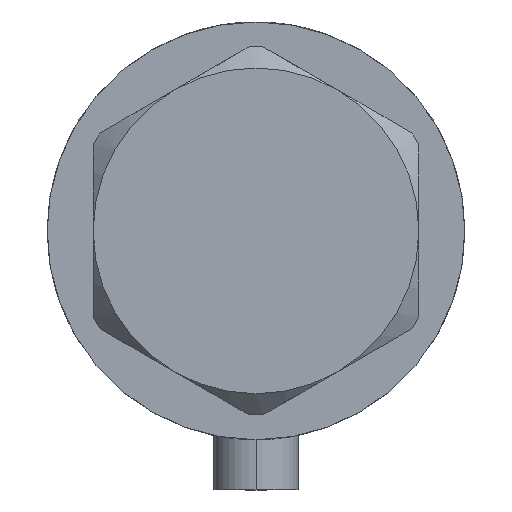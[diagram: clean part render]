
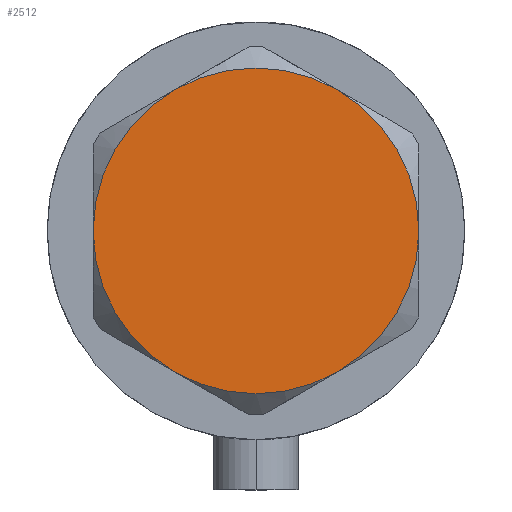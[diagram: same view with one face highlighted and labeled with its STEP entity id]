
A CAD part, left-side view. The second image highlights one B-rep face of the part: STEP entity #2512.
In plain terms, the highlighted face is planar.
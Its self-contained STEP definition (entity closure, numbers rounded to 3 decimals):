
#48 = CARTESIAN_POINT ( 'NONE',  ( 0., 0., 13. ) ) ;
#70 = CARTESIAN_POINT ( 'NONE',  ( -11.5, 19.919, 13. ) ) ;
#238 = VERTEX_POINT ( 'NONE', #4014 ) ;
#251 = CIRCLE ( 'NONE', #1798, 23. ) ;
#325 = AXIS2_PLACEMENT_3D ( 'NONE', #4457, #3730, #4216 ) ;
#376 = DIRECTION ( 'NONE',  ( 0., 0., 1. ) ) ;
#428 = EDGE_CURVE ( 'NONE', #3220, #4562, #3968, .T. ) ;
#629 = CIRCLE ( 'NONE', #1561, 23. ) ;
#717 = DIRECTION ( 'NONE',  ( 1., 0., 0. ) ) ;
#779 = AXIS2_PLACEMENT_3D ( 'NONE', #2919, #1810, #717 ) ;
#781 = DIRECTION ( 'NONE',  ( 0., 0., 1. ) ) ;
#791 = CIRCLE ( 'NONE', #325, 23. ) ;
#805 = EDGE_CURVE ( 'NONE', #238, #3220, #3288, .T. ) ;
#820 = VERTEX_POINT ( 'NONE', #2566 ) ;
#1000 = VERTEX_POINT ( 'NONE', #1039 ) ;
#1039 = CARTESIAN_POINT ( 'NONE',  ( -23., 0., 13. ) ) ;
#1116 = CARTESIAN_POINT ( 'NONE',  ( 11.5, 19.919, 13. ) ) ;
#1174 = AXIS2_PLACEMENT_3D ( 'NONE', #1472, #1836, #2222 ) ;
#1186 = CIRCLE ( 'NONE', #2653, 23. ) ;
#1193 = ORIENTED_EDGE ( 'NONE', *, *, #428, .T. ) ;
#1472 = CARTESIAN_POINT ( 'NONE',  ( 0., 0., 13. ) ) ;
#1508 = CARTESIAN_POINT ( 'NONE',  ( 0., 0., 13. ) ) ;
#1551 = DIRECTION ( 'NONE',  ( 0., 0., 1. ) ) ;
#1561 = AXIS2_PLACEMENT_3D ( 'NONE', #1933, #781, #4182 ) ;
#1693 = ORIENTED_EDGE ( 'NONE', *, *, #3070, .T. ) ;
#1730 = ORIENTED_EDGE ( 'NONE', *, *, #3662, .T. ) ;
#1798 = AXIS2_PLACEMENT_3D ( 'NONE', #48, #2259, #3766 ) ;
#1810 = DIRECTION ( 'NONE',  ( 0., 0., 1. ) ) ;
#1836 = DIRECTION ( 'NONE',  ( 0., 0., 1. ) ) ;
#1899 = FACE_OUTER_BOUND ( 'NONE', #3648, .T. ) ;
#1933 = CARTESIAN_POINT ( 'NONE',  ( 0., 0., 13. ) ) ;
#2222 = DIRECTION ( 'NONE',  ( 1., 0., 0. ) ) ;
#2259 = DIRECTION ( 'NONE',  ( 0., 0., 1. ) ) ;
#2403 = AXIS2_PLACEMENT_3D ( 'NONE', #2599, #376, #4089 ) ;
#2512 = ADVANCED_FACE ( 'NONE', ( #1899 ), #3385, .T. ) ;
#2566 = CARTESIAN_POINT ( 'NONE',  ( 11.5, -19.919, 13. ) ) ;
#2599 = CARTESIAN_POINT ( 'NONE',  ( 0., 0., 13. ) ) ;
#2653 = AXIS2_PLACEMENT_3D ( 'NONE', #1508, #1551, #3001 ) ;
#2810 = ORIENTED_EDGE ( 'NONE', *, *, #3726, .T. ) ;
#2919 = CARTESIAN_POINT ( 'NONE',  ( 0., 0., 13. ) ) ;
#2990 = ORIENTED_EDGE ( 'NONE', *, *, #3661, .T. ) ;
#3001 = DIRECTION ( 'NONE',  ( 1., 0., 0. ) ) ;
#3070 = EDGE_CURVE ( 'NONE', #820, #238, #791, .T. ) ;
#3220 = VERTEX_POINT ( 'NONE', #1116 ) ;
#3288 = CIRCLE ( 'NONE', #1174, 23. ) ;
#3385 = PLANE ( 'NONE',  #779 ) ;
#3483 = ORIENTED_EDGE ( 'NONE', *, *, #805, .T. ) ;
#3648 = EDGE_LOOP ( 'NONE', ( #1693, #3483, #1193, #1730, #2990, #2810 ) ) ;
#3661 = EDGE_CURVE ( 'NONE', #1000, #4030, #1186, .T. ) ;
#3662 = EDGE_CURVE ( 'NONE', #4562, #1000, #629, .T. ) ;
#3726 = EDGE_CURVE ( 'NONE', #4030, #820, #251, .T. ) ;
#3730 = DIRECTION ( 'NONE',  ( 0., 0., 1. ) ) ;
#3766 = DIRECTION ( 'NONE',  ( 1., 0., 0. ) ) ;
#3968 = CIRCLE ( 'NONE', #2403, 23. ) ;
#4014 = CARTESIAN_POINT ( 'NONE',  ( 23., 0., 13. ) ) ;
#4030 = VERTEX_POINT ( 'NONE', #4461 ) ;
#4089 = DIRECTION ( 'NONE',  ( 1., 0., 0. ) ) ;
#4182 = DIRECTION ( 'NONE',  ( 1., 0., 0. ) ) ;
#4216 = DIRECTION ( 'NONE',  ( 1., 0., 0. ) ) ;
#4457 = CARTESIAN_POINT ( 'NONE',  ( 0., 0., 13. ) ) ;
#4461 = CARTESIAN_POINT ( 'NONE',  ( -11.5, -19.919, 13. ) ) ;
#4562 = VERTEX_POINT ( 'NONE', #70 ) ;
